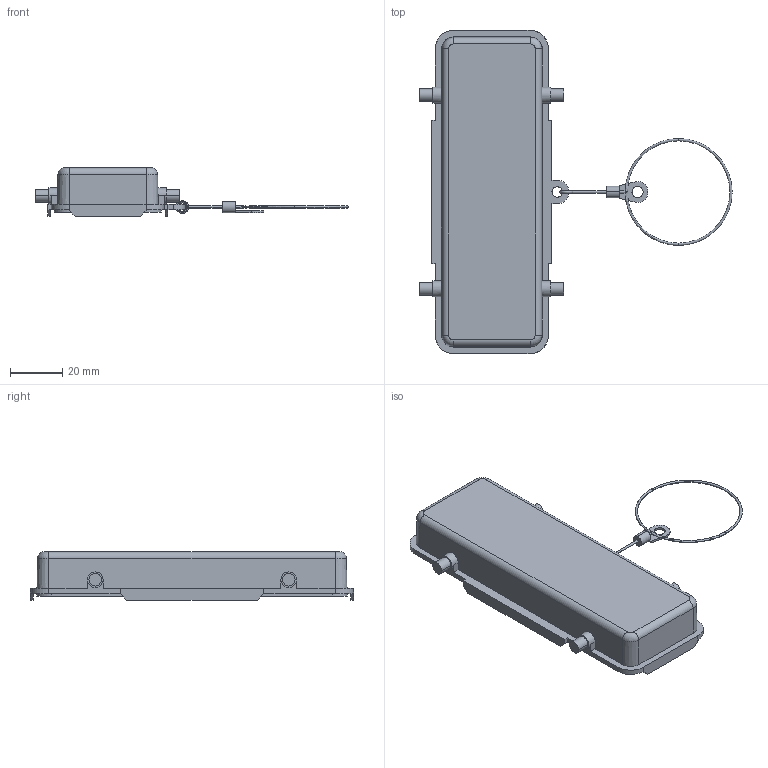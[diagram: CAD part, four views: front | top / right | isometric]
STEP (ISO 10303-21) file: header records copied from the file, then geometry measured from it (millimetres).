
FILE_DESCRIPTION(('Creo Elements/Direct Modeling STEP Export'),'2;1');
FILE_NAME('model.stp','2018-09-13T14:00:09',(''),(''),'Creo Elements/Direct Modeling STEP processor for AP214 (Solid Model)','Creo Elements/Direct Modeling 18.1I 14-Aug-2016 (C) Parametric Technology GmbH','');
FILE_SCHEMA(('AUTOMOTIVE_DESIGN { 1 0 10303 214 1 1 1 1 }'));
Length unit declared in the file: millimetre
Products named in the file (2): HC_B24_BCSFD_P_BK-select
Assembly tree (1 placements, depth 2):
  HC_B24_BCSFD_P_BK-select
    HC_B24_BCSFD_P_BK-select
Bounding box: 119.35 x 123.5 x 18.5 mm (x, y, z)
Volume: 33709.9 mm3; surface area: 21108.3 mm2
Topology: 1 solids, 1 shells, 143 faces, 375 edges, 237 vertices
Faces by surface type: plane 79, cylinder 44, torus 12, cone 8
Entity records: 5561 total; most frequent: CARTESIAN_POINT 884, ORIENTED_EDGE 750, DIRECTION 715, EDGE_CURVE 375, AXIS2_PLACEMENT_3D 246, VERTEX_POINT 237, VECTOR 223, LINE 223
